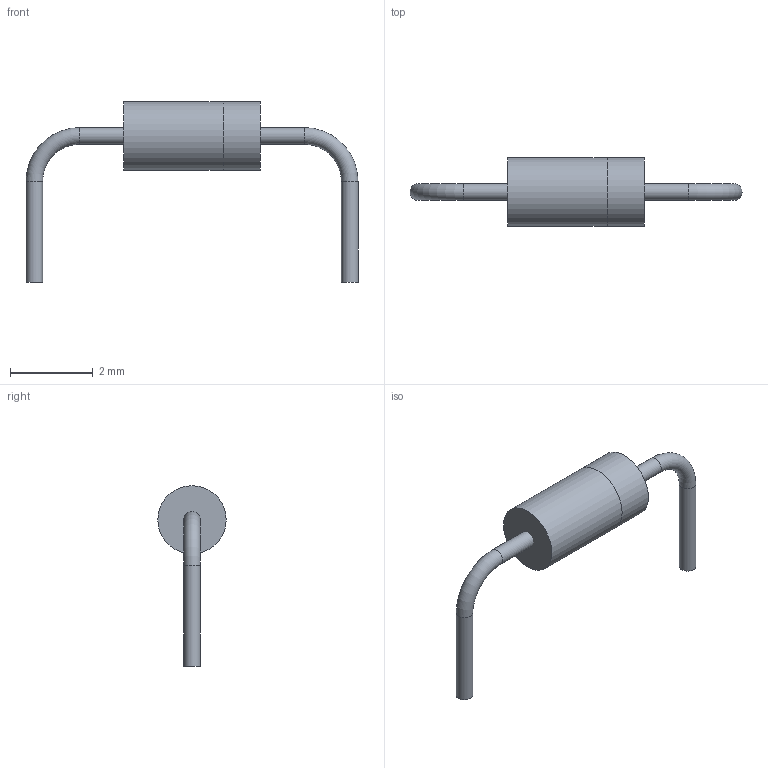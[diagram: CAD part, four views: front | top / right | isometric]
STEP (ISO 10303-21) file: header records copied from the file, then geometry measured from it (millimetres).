
FILE_DESCRIPTION(/* description */ (''),/* implementation_level */ '2;1');
FILE_NAME(/* name */ 'Diode 1N4148.stp',/* time_stamp */ '2018-07-09T20:20:55+02:00',/* author */ ('gabri'),/* organization */ (''),/* preprocessor_version */ 'ST-DEVELOPER v17',/* originating_system */ 'Autodesk Inventor 2019',/* authorisation */ '');
FILE_SCHEMA (('AUTOMOTIVE_DESIGN { 1 0 10303 214 3 1 1 }'));
Length unit declared in the file: millimetre
Products named in the file (1): Diode 1N4148
Bounding box: 8.02 x 1.65 x 4.36 mm (x, y, z)
Volume: 8.8 mm3; surface area: 43.2 mm2
Topology: 3 solids, 3 shells, 13 faces, 21 edges, 14 vertices
Faces by surface type: plane 6, cylinder 5, torus 2
Full cylindrical faces by diameter (mm): 0.4 x3, 1.65 x2
Entity records: 370 total; most frequent: DIRECTION 65, CARTESIAN_POINT 49, ORIENTED_EDGE 42, AXIS2_PLACEMENT_3D 30, EDGE_CURVE 21, CIRCLE 16, VERTEX_POINT 14, FACE_OUTER_BOUND 13
